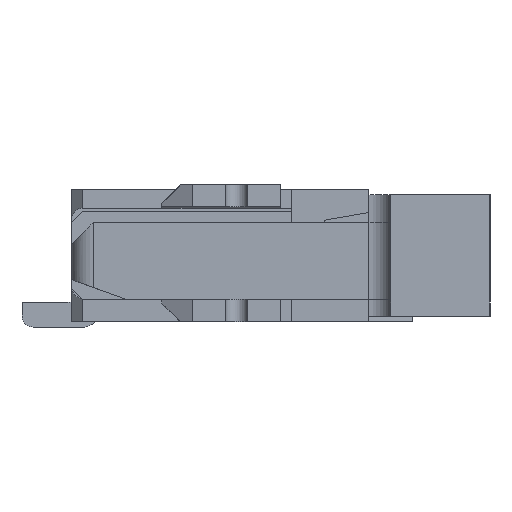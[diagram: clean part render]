
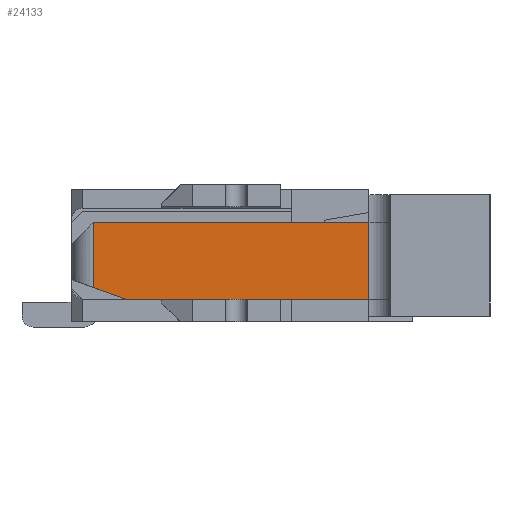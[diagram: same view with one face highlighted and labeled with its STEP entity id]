
A CAD part, left-side view. The second image highlights one B-rep face of the part: STEP entity #24133.
In plain terms, the highlighted planar face has unit normal (-1, 0, 0).
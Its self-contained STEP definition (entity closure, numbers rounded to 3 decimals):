
#7136=ORIENTED_EDGE('',*,*,#11068,.F.);
#7137=ORIENTED_EDGE('',*,*,#11078,.T.);
#7138=ORIENTED_EDGE('',*,*,#11079,.T.);
#7139=ORIENTED_EDGE('',*,*,#11077,.T.);
#7140=ORIENTED_EDGE('',*,*,#11080,.T.);
#11068=EDGE_CURVE('',#13510,#13511,#16597,.T.);
#11077=EDGE_CURVE('',#13514,#13516,#16604,.T.);
#11078=EDGE_CURVE('',#13510,#13517,#16605,.F.);
#11079=EDGE_CURVE('',#13517,#13514,#16606,.T.);
#11080=EDGE_CURVE('',#13516,#13511,#16607,.T.);
#13510=VERTEX_POINT('',#38410);
#13511=VERTEX_POINT('',#38412);
#13514=VERTEX_POINT('',#38423);
#13516=VERTEX_POINT('',#38427);
#13517=VERTEX_POINT('',#38431);
#16597=LINE('',#38411,#19727);
#16604=LINE('',#38428,#19734);
#16605=LINE('',#38430,#19735);
#16606=LINE('',#38432,#19736);
#16607=LINE('',#38433,#19737);
#19727=VECTOR('',#31365,1000.);
#19734=VECTOR('',#31380,1000.);
#19735=VECTOR('',#31383,1000.);
#19736=VECTOR('',#31384,1000.);
#19737=VECTOR('',#31385,1000.);
#20983=EDGE_LOOP('',(#7136,#7137,#7138,#7139,#7140));
#22103=FACE_BOUND('',#20983,.T.);
#23062=PLANE('',#25641);
#24133=ADVANCED_FACE('',(#22103),#23062,.F.);
#25641=AXIS2_PLACEMENT_3D('',#38429,#31381,#31382);
#31365=DIRECTION('',(0.,1.,0.));
#31380=DIRECTION('',(0.,1.,0.));
#31381=DIRECTION('',(1.,0.,0.));
#31382=DIRECTION('',(0.,0.,-1.));
#31383=DIRECTION('',(0.,0.,-1.));
#31384=DIRECTION('',(0.,0.94,0.342));
#31385=DIRECTION('',(0.,0.,-1.));
#38410=CARTESIAN_POINT('',(-10.4,-3.15,-0.3));
#38411=CARTESIAN_POINT('',(-10.4,-3.35,-0.3));
#38412=CARTESIAN_POINT('',(-10.4,-0.65,-0.3));
#38423=CARTESIAN_POINT('',(-10.4,-2.85,0.4));
#38427=CARTESIAN_POINT('',(-10.4,-0.65,0.4));
#38428=CARTESIAN_POINT('',(-10.4,-3.35,0.4));
#38429=CARTESIAN_POINT('',(-10.4,-3.35,0.4));
#38430=CARTESIAN_POINT('',(-10.4,-3.15,0.218));
#38431=CARTESIAN_POINT('',(-10.4,-3.15,0.291));
#38432=CARTESIAN_POINT('',(-10.4,-3.35,0.218));
#38433=CARTESIAN_POINT('',(-10.4,-0.65,0.4));
